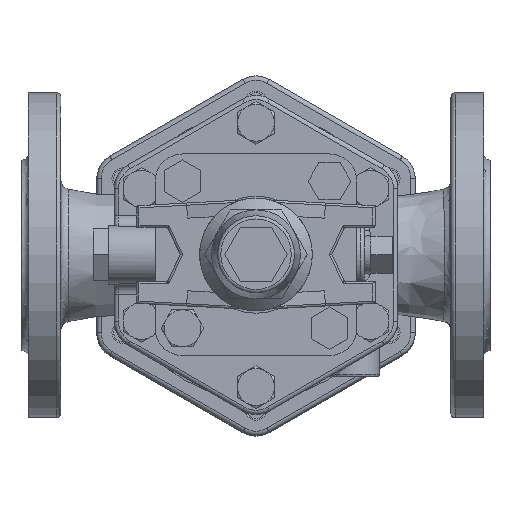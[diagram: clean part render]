
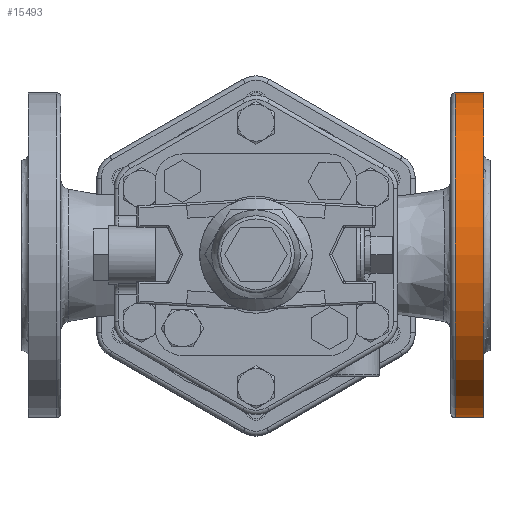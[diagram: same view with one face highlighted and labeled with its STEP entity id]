
A CAD part, top view. The second image highlights one B-rep face of the part: STEP entity #15493.
In plain terms, the highlighted cylindrical face has radius 75 mm (diameter 150 mm), a full revolution.
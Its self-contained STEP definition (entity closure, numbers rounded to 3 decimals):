
#472=FACE_BOUND('',#2519,.T.);
#1453=FACE_OUTER_BOUND('',#2518,.T.);
#2518=EDGE_LOOP('',(#10824));
#2519=EDGE_LOOP('',(#10825));
#5433=CIRCLE('',#16554,75.);
#5439=CIRCLE('',#16562,75.);
#6767=VERTEX_POINT('',#24088);
#6774=VERTEX_POINT('',#24157);
#8330=EDGE_CURVE('',#6767,#6767,#5433,.T.);
#8337=EDGE_CURVE('',#6774,#6774,#5439,.T.);
#10824=ORIENTED_EDGE('',*,*,#8337,.T.);
#10825=ORIENTED_EDGE('',*,*,#8330,.F.);
#15166=CYLINDRICAL_SURFACE('',#16561,75.);
#15493=ADVANCED_FACE('',(#1453,#472),#15166,.T.);
#16554=AXIS2_PLACEMENT_3D('',#24089,#18458,#18459);
#16561=AXIS2_PLACEMENT_3D('',#24156,#18472,#18473);
#16562=AXIS2_PLACEMENT_3D('',#24158,#18474,#18475);
#18458=DIRECTION('center_axis',(-1.,0.,0.));
#18459=DIRECTION('ref_axis',(0.,0.,1.));
#18472=DIRECTION('center_axis',(1.,0.,0.));
#18473=DIRECTION('ref_axis',(0.,0.,1.));
#18474=DIRECTION('center_axis',(-1.,0.,0.));
#18475=DIRECTION('ref_axis',(0.,0.,1.));
#24088=CARTESIAN_POINT('',(92.,0.,33.));
#24089=CARTESIAN_POINT('Origin',(92.,0.,108.));
#24156=CARTESIAN_POINT('Origin',(90.,0.,108.));
#24157=CARTESIAN_POINT('',(105.,0.,33.));
#24158=CARTESIAN_POINT('Origin',(105.,0.,108.));
